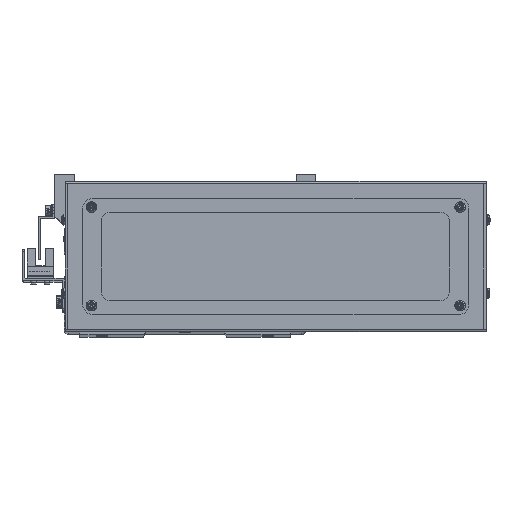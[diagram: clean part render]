
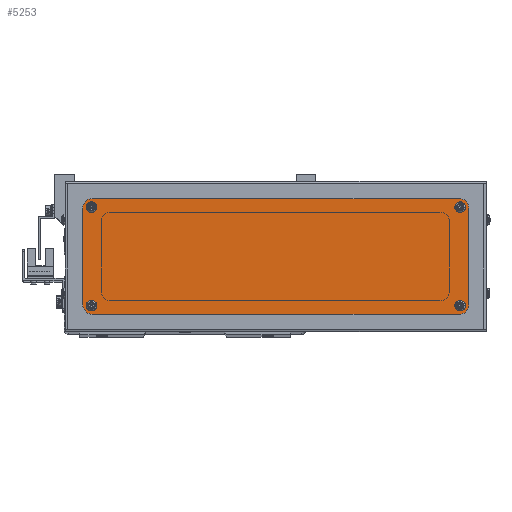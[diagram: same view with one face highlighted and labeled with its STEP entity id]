
A CAD part, top view. The second image highlights one B-rep face of the part: STEP entity #5253.
In plain terms, the highlighted planar face has unit normal (0, 0, 1).
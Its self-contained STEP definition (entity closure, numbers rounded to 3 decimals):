
#364 = CARTESIAN_POINT ( 'NONE',  ( -95., -25., 2. ) ) ;
#935 = CARTESIAN_POINT ( 'NONE',  ( 95., -25., 2. ) ) ;
#1516 = VERTEX_POINT ( 'NONE', #33292 ) ;
#2660 = DIRECTION ( 'NONE',  ( 1., 0., 0. ) ) ;
#2758 = DIRECTION ( 'NONE',  ( 1., 0., 0. ) ) ;
#3400 = VERTEX_POINT ( 'NONE', #54524 ) ;
#3969 = EDGE_LOOP ( 'NONE', ( #50907, #17221 ) ) ;
#4287 = CARTESIAN_POINT ( 'NONE',  ( 93.8, -25.5, 2. ) ) ;
#5253 = ADVANCED_FACE ( 'NONE', ( #63854, #16143, #47306, #32742, #30791 ), #25467, .T. ) ;
#5427 = DIRECTION ( 'NONE',  ( 1., 0., 0. ) ) ;
#5713 = CARTESIAN_POINT ( 'NONE',  ( 95., -30., 2. ) ) ;
#5877 = LINE ( 'NONE', #33984, #53673 ) ;
#7137 = DIRECTION ( 'NONE',  ( 0., 0., 1. ) ) ;
#7196 = DIRECTION ( 'NONE',  ( 1., 0., 0. ) ) ;
#7539 = EDGE_LOOP ( 'NONE', ( #48862, #13607 ) ) ;
#7606 = CARTESIAN_POINT ( 'NONE',  ( 95.5, 25.5, 2. ) ) ;
#7607 = EDGE_CURVE ( 'NONE', #1516, #38623, #5877, .T. ) ;
#7664 = CARTESIAN_POINT ( 'NONE',  ( -100., -25., 2. ) ) ;
#8224 = CIRCLE ( 'NONE', #26343, 5. ) ;
#9175 = ORIENTED_EDGE ( 'NONE', *, *, #57983, .T. ) ;
#10086 = DIRECTION ( 'NONE',  ( 0., 0., 1. ) ) ;
#10880 = EDGE_CURVE ( 'NONE', #39172, #29677, #56600, .T. ) ;
#11252 = ORIENTED_EDGE ( 'NONE', *, *, #14901, .T. ) ;
#11824 = EDGE_CURVE ( 'NONE', #74536, #32765, #39863, .T. ) ;
#12667 = EDGE_CURVE ( 'NONE', #29677, #39172, #28440, .T. ) ;
#13272 = AXIS2_PLACEMENT_3D ( 'NONE', #44437, #7137, #50726 ) ;
#13607 = ORIENTED_EDGE ( 'NONE', *, *, #12667, .F. ) ;
#13906 = DIRECTION ( 'NONE',  ( 1., 0., 0. ) ) ;
#14038 = CARTESIAN_POINT ( 'NONE',  ( -93.8, 25.5, 2. ) ) ;
#14833 = VERTEX_POINT ( 'NONE', #27082 ) ;
#14901 = EDGE_CURVE ( 'NONE', #71671, #18958, #55356, .T. ) ;
#16143 = FACE_BOUND ( 'NONE', #3969, .T. ) ;
#16243 = CARTESIAN_POINT ( 'NONE',  ( 97.2, -25.5, 2. ) ) ;
#16406 = AXIS2_PLACEMENT_3D ( 'NONE', #55283, #17969, #61539 ) ;
#16508 = CIRCLE ( 'NONE', #37332, 5. ) ;
#17221 = ORIENTED_EDGE ( 'NONE', *, *, #75584, .F. ) ;
#17749 = CARTESIAN_POINT ( 'NONE',  ( -95., 30., 2. ) ) ;
#17969 = DIRECTION ( 'NONE',  ( 0., 0., 1. ) ) ;
#18444 = EDGE_LOOP ( 'NONE', ( #47206, #77927 ) ) ;
#18819 = CARTESIAN_POINT ( 'NONE',  ( -93.8, -25.5, 2. ) ) ;
#18958 = VERTEX_POINT ( 'NONE', #7664 ) ;
#19900 = VERTEX_POINT ( 'NONE', #14038 ) ;
#21985 = CIRCLE ( 'NONE', #57313, 5. ) ;
#23353 = DIRECTION ( 'NONE',  ( 0., 0., 1. ) ) ;
#23590 = CARTESIAN_POINT ( 'NONE',  ( 95., 25., 2. ) ) ;
#24164 = VECTOR ( 'NONE', #46129, 1000. ) ;
#24255 = CARTESIAN_POINT ( 'NONE',  ( -95.5, 25.5, 2. ) ) ;
#25467 = PLANE ( 'NONE',  #64237 ) ;
#26343 = AXIS2_PLACEMENT_3D ( 'NONE', #60663, #23353, #66841 ) ;
#27082 = CARTESIAN_POINT ( 'NONE',  ( -97.2, -25.5, 2. ) ) ;
#27740 = DIRECTION ( 'NONE',  ( -1., 0., 0. ) ) ;
#28188 = CIRCLE ( 'NONE', #73372, 5. ) ;
#28440 = CIRCLE ( 'NONE', #48478, 1.7 ) ;
#28474 = ORIENTED_EDGE ( 'NONE', *, *, #34710, .F. ) ;
#28841 = CARTESIAN_POINT ( 'NONE',  ( 97.2, 25.5, 2. ) ) ;
#29614 = AXIS2_PLACEMENT_3D ( 'NONE', #77321, #40148, #2758 ) ;
#29677 = VERTEX_POINT ( 'NONE', #16243 ) ;
#29836 = DIRECTION ( 'NONE',  ( 1., 0., 0. ) ) ;
#30556 = DIRECTION ( 'NONE',  ( 1., 0., 0. ) ) ;
#30791 = FACE_BOUND ( 'NONE', #69167, .T. ) ;
#31714 = DIRECTION ( 'NONE',  ( 1., 0., 0. ) ) ;
#32742 = FACE_BOUND ( 'NONE', #18444, .T. ) ;
#32765 = VERTEX_POINT ( 'NONE', #37808 ) ;
#33292 = CARTESIAN_POINT ( 'NONE',  ( 95., 30., 2. ) ) ;
#33713 = VERTEX_POINT ( 'NONE', #56929 ) ;
#33889 = CARTESIAN_POINT ( 'NONE',  ( -95.5, -25.5, 2. ) ) ;
#33984 = CARTESIAN_POINT ( 'NONE',  ( -95., 30., 2. ) ) ;
#34082 = VECTOR ( 'NONE', #43058, 1000. ) ;
#34710 = EDGE_CURVE ( 'NONE', #61575, #14833, #47765, .T. ) ;
#36086 = EDGE_CURVE ( 'NONE', #3400, #33713, #50574, .T. ) ;
#37103 = CIRCLE ( 'NONE', #29614, 1.7 ) ;
#37332 = AXIS2_PLACEMENT_3D ( 'NONE', #79974, #42755, #5427 ) ;
#37808 = CARTESIAN_POINT ( 'NONE',  ( 100., 25., 2. ) ) ;
#38623 = VERTEX_POINT ( 'NONE', #17749 ) ;
#39172 = VERTEX_POINT ( 'NONE', #4287 ) ;
#39863 = LINE ( 'NONE', #70328, #56431 ) ;
#40062 = DIRECTION ( 'NONE',  ( 0., 0., 1. ) ) ;
#40148 = DIRECTION ( 'NONE',  ( 0., 0., 1. ) ) ;
#40167 = DIRECTION ( 'NONE',  ( 1., 0., 0. ) ) ;
#41469 = AXIS2_PLACEMENT_3D ( 'NONE', #24255, #67763, #30556 ) ;
#42111 = ORIENTED_EDGE ( 'NONE', *, *, #11824, .T. ) ;
#42755 = DIRECTION ( 'NONE',  ( 0., 0., 1. ) ) ;
#43058 = DIRECTION ( 'NONE',  ( 1., 0., 0. ) ) ;
#44437 = CARTESIAN_POINT ( 'NONE',  ( -95.5, -25.5, 2. ) ) ;
#44495 = DIRECTION ( 'NONE',  ( 0., 0., 1. ) ) ;
#45360 = ORIENTED_EDGE ( 'NONE', *, *, #7607, .T. ) ;
#45388 = EDGE_CURVE ( 'NONE', #32765, #1516, #28188, .T. ) ;
#45688 = CIRCLE ( 'NONE', #41469, 1.7 ) ;
#46129 = DIRECTION ( 'NONE',  ( 0., -1., 0. ) ) ;
#46235 = ORIENTED_EDGE ( 'NONE', *, *, #36086, .T. ) ;
#46238 = VERTEX_POINT ( 'NONE', #28841 ) ;
#46480 = EDGE_CURVE ( 'NONE', #33713, #74536, #21985, .T. ) ;
#47206 = ORIENTED_EDGE ( 'NONE', *, *, #50432, .F. ) ;
#47306 = FACE_OUTER_BOUND ( 'NONE', #59957, .T. ) ;
#47358 = CARTESIAN_POINT ( 'NONE',  ( 95.5, -25.5, 2. ) ) ;
#47765 = CIRCLE ( 'NONE', #13272, 1.7 ) ;
#48478 = AXIS2_PLACEMENT_3D ( 'NONE', #47358, #10086, #53682 ) ;
#48862 = ORIENTED_EDGE ( 'NONE', *, *, #10880, .F. ) ;
#50432 = EDGE_CURVE ( 'NONE', #52048, #19900, #37103, .T. ) ;
#50574 = LINE ( 'NONE', #5713, #34082 ) ;
#50726 = DIRECTION ( 'NONE',  ( 1., 0., 0. ) ) ;
#50907 = ORIENTED_EDGE ( 'NONE', *, *, #60137, .F. ) ;
#51197 = DIRECTION ( 'NONE',  ( 0., 0., 1. ) ) ;
#51630 = ORIENTED_EDGE ( 'NONE', *, *, #65949, .T. ) ;
#52048 = VERTEX_POINT ( 'NONE', #79563 ) ;
#52755 = ORIENTED_EDGE ( 'NONE', *, *, #46480, .T. ) ;
#53673 = VECTOR ( 'NONE', #27740, 1000. ) ;
#53682 = DIRECTION ( 'NONE',  ( 1., 0., 0. ) ) ;
#54524 = CARTESIAN_POINT ( 'NONE',  ( -95., -30., 2. ) ) ;
#55283 = CARTESIAN_POINT ( 'NONE',  ( 95.5, 25.5, 2. ) ) ;
#55356 = LINE ( 'NONE', #64637, #24164 ) ;
#55394 = CIRCLE ( 'NONE', #16406, 1.7 ) ;
#56431 = VECTOR ( 'NONE', #76540, 1000. ) ;
#56600 = CIRCLE ( 'NONE', #77514, 1.7 ) ;
#56929 = CARTESIAN_POINT ( 'NONE',  ( 95., -30., 2. ) ) ;
#57313 = AXIS2_PLACEMENT_3D ( 'NONE', #935, #44495, #7196 ) ;
#57983 = EDGE_CURVE ( 'NONE', #38623, #71671, #16508, .T. ) ;
#57999 = EDGE_CURVE ( 'NONE', #19900, #52048, #45688, .T. ) ;
#59957 = EDGE_LOOP ( 'NONE', ( #51630, #46235, #52755, #42111, #75287, #45360, #9175, #11252 ) ) ;
#60137 = EDGE_CURVE ( 'NONE', #73479, #46238, #70666, .T. ) ;
#60663 = CARTESIAN_POINT ( 'NONE',  ( -95., -25., 2. ) ) ;
#61539 = DIRECTION ( 'NONE',  ( 1., 0., 0. ) ) ;
#61575 = VERTEX_POINT ( 'NONE', #18819 ) ;
#63854 = FACE_BOUND ( 'NONE', #7539, .T. ) ;
#64237 = AXIS2_PLACEMENT_3D ( 'NONE', #364, #68949, #31714 ) ;
#64637 = CARTESIAN_POINT ( 'NONE',  ( -100., -25., 2. ) ) ;
#65949 = EDGE_CURVE ( 'NONE', #18958, #3400, #8224, .T. ) ;
#66428 = EDGE_CURVE ( 'NONE', #14833, #61575, #76295, .T. ) ;
#66519 = AXIS2_PLACEMENT_3D ( 'NONE', #33889, #77342, #40167 ) ;
#66841 = DIRECTION ( 'NONE',  ( 1., 0., 0. ) ) ;
#67057 = DIRECTION ( 'NONE',  ( 0., 0., 1. ) ) ;
#67763 = DIRECTION ( 'NONE',  ( 0., 0., 1. ) ) ;
#68194 = CARTESIAN_POINT ( 'NONE',  ( 100., -25., 2. ) ) ;
#68949 = DIRECTION ( 'NONE',  ( 0., 0., 1. ) ) ;
#69167 = EDGE_LOOP ( 'NONE', ( #71925, #28474 ) ) ;
#70328 = CARTESIAN_POINT ( 'NONE',  ( 100., 25., 2. ) ) ;
#70666 = CIRCLE ( 'NONE', #74893, 1.7 ) ;
#71671 = VERTEX_POINT ( 'NONE', #76776 ) ;
#71925 = ORIENTED_EDGE ( 'NONE', *, *, #66428, .F. ) ;
#73372 = AXIS2_PLACEMENT_3D ( 'NONE', #23590, #67057, #29836 ) ;
#73479 = VERTEX_POINT ( 'NONE', #76459 ) ;
#74536 = VERTEX_POINT ( 'NONE', #68194 ) ;
#74893 = AXIS2_PLACEMENT_3D ( 'NONE', #7606, #51197, #13906 ) ;
#75287 = ORIENTED_EDGE ( 'NONE', *, *, #45388, .T. ) ;
#75584 = EDGE_CURVE ( 'NONE', #46238, #73479, #55394, .T. ) ;
#76295 = CIRCLE ( 'NONE', #66519, 1.7 ) ;
#76459 = CARTESIAN_POINT ( 'NONE',  ( 93.8, 25.5, 2. ) ) ;
#76540 = DIRECTION ( 'NONE',  ( 0., 1., 0. ) ) ;
#76776 = CARTESIAN_POINT ( 'NONE',  ( -100., 25., 2. ) ) ;
#77241 = CARTESIAN_POINT ( 'NONE',  ( 95.5, -25.5, 2. ) ) ;
#77321 = CARTESIAN_POINT ( 'NONE',  ( -95.5, 25.5, 2. ) ) ;
#77342 = DIRECTION ( 'NONE',  ( 0., 0., 1. ) ) ;
#77514 = AXIS2_PLACEMENT_3D ( 'NONE', #77241, #40062, #2660 ) ;
#77927 = ORIENTED_EDGE ( 'NONE', *, *, #57999, .F. ) ;
#79563 = CARTESIAN_POINT ( 'NONE',  ( -97.2, 25.5, 2. ) ) ;
#79974 = CARTESIAN_POINT ( 'NONE',  ( -95., 25., 2. ) ) ;
